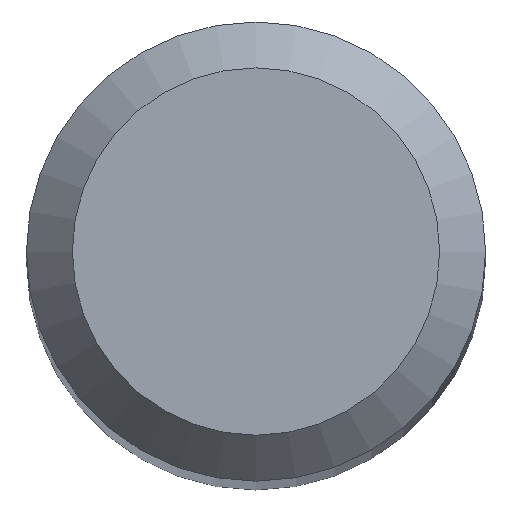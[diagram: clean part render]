
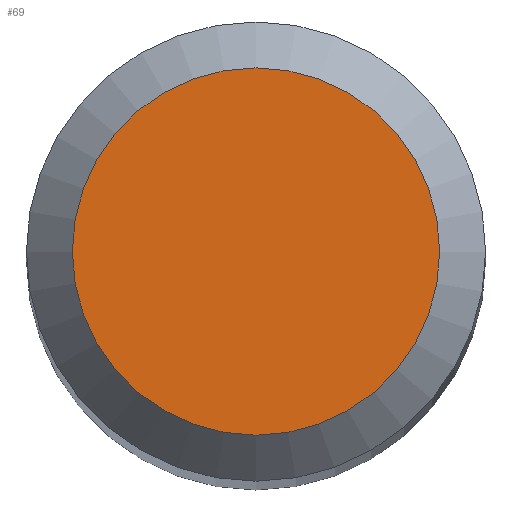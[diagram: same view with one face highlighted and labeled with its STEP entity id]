
A CAD part, top view. The second image highlights one B-rep face of the part: STEP entity #69.
In plain terms, the highlighted planar face has unit normal (0, 0, 1).
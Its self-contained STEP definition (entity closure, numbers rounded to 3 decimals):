
#3 = VERTEX_POINT ( 'NONE', #96 ) ;
#8 = DIRECTION ( 'NONE',  ( 0., 0., -1. ) ) ;
#19 = AXIS2_PLACEMENT_3D ( 'NONE', #49, #113, #80 ) ;
#26 = EDGE_CURVE ( 'NONE', #3, #3, #33, .T. ) ;
#33 = CIRCLE ( 'NONE', #118, 1.2 ) ;
#49 = CARTESIAN_POINT ( 'NONE',  ( 0., 0., 38. ) ) ;
#65 = ORIENTED_EDGE ( 'NONE', *, *, #26, .F. ) ;
#69 = ADVANCED_FACE ( 'NONE', ( #131 ), #197, .F. ) ;
#77 = DIRECTION ( 'NONE',  ( 0., 1., 0. ) ) ;
#80 = DIRECTION ( 'NONE',  ( 0., 1., 0. ) ) ;
#96 = CARTESIAN_POINT ( 'NONE',  ( 0., 1.2, 38. ) ) ;
#113 = DIRECTION ( 'NONE',  ( 0., 0., -1. ) ) ;
#118 = AXIS2_PLACEMENT_3D ( 'NONE', #202, #8, #77 ) ;
#131 = FACE_OUTER_BOUND ( 'NONE', #183, .T. ) ;
#183 = EDGE_LOOP ( 'NONE', ( #65 ) ) ;
#197 = PLANE ( 'NONE',  #19 ) ;
#202 = CARTESIAN_POINT ( 'NONE',  ( 0., 0., 38. ) ) ;
